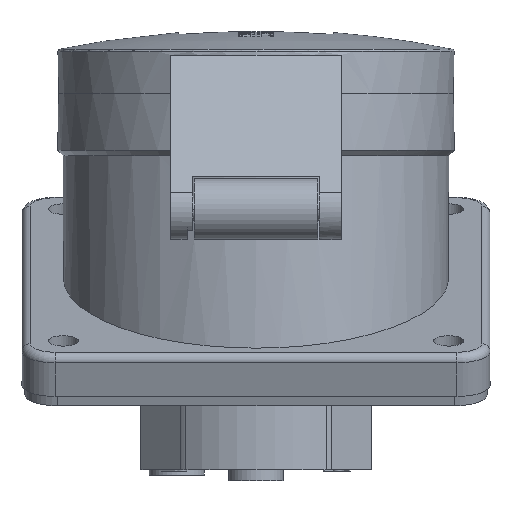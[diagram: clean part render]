
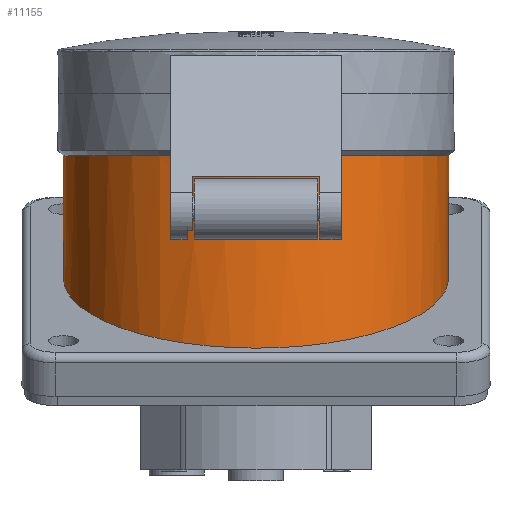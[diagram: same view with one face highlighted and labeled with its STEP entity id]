
A CAD part, front view. The second image highlights one B-rep face of the part: STEP entity #11155.
In plain terms, the highlighted cylindrical face has radius 35 mm (diameter 70 mm), a partial arc.
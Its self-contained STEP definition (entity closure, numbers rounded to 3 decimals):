
#334=ELLIPSE('',#12137,37.246,35.);
#402=FACE_BOUND('',#1931,.T.);
#1306=FACE_OUTER_BOUND('',#1930,.T.);
#1930=EDGE_LOOP('',(#9696,#9697,#9698,#9699));
#1931=EDGE_LOOP('',(#9700,#9701,#9702,#9703,#9704,#9705,#9706,#9707));
#2356=CIRCLE('',#12012,35.);
#2383=CIRCLE('',#12191,35.);
#2390=CIRCLE('',#12209,35.);
#2394=CIRCLE('',#12219,35.);
#2395=CIRCLE('',#12221,35.);
#3074=LINE('',#19695,#3961);
#3227=LINE('',#20195,#4114);
#3237=LINE('',#20240,#4124);
#3239=LINE('',#20246,#4126);
#3242=LINE('',#20250,#4129);
#3247=LINE('',#20279,#4134);
#3961=VECTOR('',#14515,10.);
#4114=VECTOR('',#15050,1.);
#4124=VECTOR('',#15092,1.);
#4126=VECTOR('',#15098,1.);
#4129=VECTOR('',#15101,1.);
#4134=VECTOR('',#15140,1.);
#5049=VERTEX_POINT('',#19691);
#5051=VERTEX_POINT('',#19694);
#5060=VERTEX_POINT('',#19716);
#5147=VERTEX_POINT('',#20052);
#5148=VERTEX_POINT('',#20054);
#5172=VERTEX_POINT('',#20173);
#5173=VERTEX_POINT('',#20177);
#5179=VERTEX_POINT('',#20226);
#5180=VERTEX_POINT('',#20227);
#5184=VERTEX_POINT('',#20239);
#5186=VERTEX_POINT('',#20245);
#5187=VERTEX_POINT('',#20249);
#6463=EDGE_CURVE('',#5049,#5051,#3074,.T.);
#6474=EDGE_CURVE('',#5051,#5060,#2356,.T.);
#6644=EDGE_CURVE('',#5148,#5147,#334,.T.);
#6700=EDGE_CURVE('',#5173,#5172,#2383,.T.);
#6707=EDGE_CURVE('',#5172,#5148,#3227,.T.);
#6720=EDGE_CURVE('',#5179,#5180,#2390,.T.);
#6726=EDGE_CURVE('',#5184,#5179,#3237,.T.);
#6729=EDGE_CURVE('',#5180,#5186,#3239,.T.);
#6732=EDGE_CURVE('',#5060,#5187,#3242,.T.);
#6736=EDGE_CURVE('',#5187,#5184,#2394,.T.);
#6737=EDGE_CURVE('',#5186,#5049,#2395,.T.);
#6746=EDGE_CURVE('',#5173,#5147,#3247,.T.);
#9696=ORIENTED_EDGE('',*,*,#6700,.T.);
#9697=ORIENTED_EDGE('',*,*,#6707,.T.);
#9698=ORIENTED_EDGE('',*,*,#6644,.T.);
#9699=ORIENTED_EDGE('',*,*,#6746,.F.);
#9700=ORIENTED_EDGE('',*,*,#6463,.F.);
#9701=ORIENTED_EDGE('',*,*,#6737,.F.);
#9702=ORIENTED_EDGE('',*,*,#6729,.F.);
#9703=ORIENTED_EDGE('',*,*,#6720,.F.);
#9704=ORIENTED_EDGE('',*,*,#6726,.F.);
#9705=ORIENTED_EDGE('',*,*,#6736,.F.);
#9706=ORIENTED_EDGE('',*,*,#6732,.F.);
#9707=ORIENTED_EDGE('',*,*,#6474,.F.);
#10063=CYLINDRICAL_SURFACE('',#12231,35.);
#11155=ADVANCED_FACE('',(#1306,#402),#10063,.T.);
#12012=AXIS2_PLACEMENT_3D('',#19717,#14534,#14535);
#12137=AXIS2_PLACEMENT_3D('',#20055,#14895,#14896);
#12191=AXIS2_PLACEMENT_3D('',#20178,#15036,#15037);
#12209=AXIS2_PLACEMENT_3D('',#20228,#15080,#15081);
#12219=AXIS2_PLACEMENT_3D('',#20258,#15112,#15113);
#12221=AXIS2_PLACEMENT_3D('',#20260,#15116,#15117);
#12231=AXIS2_PLACEMENT_3D('',#20278,#15138,#15139);
#14515=DIRECTION('',(0.,0.,-1.));
#14534=DIRECTION('center_axis',(0.,0.,
-1.));
#14535=DIRECTION('ref_axis',(-1.,0.,0.));
#14895=DIRECTION('center_axis',(0.,-0.342,
0.94));
#14896=DIRECTION('ref_axis',(0.,0.94,0.342));
#15036=DIRECTION('center_axis',(0.,0.,
-1.));
#15037=DIRECTION('ref_axis',(-1.,0.,0.));
#15050=DIRECTION('',(0.,0.,-1.));
#15080=DIRECTION('center_axis',(0.,0.,
-1.));
#15081=DIRECTION('ref_axis',(-1.,0.,0.));
#15092=DIRECTION('',(0.,0.,1.));
#15098=DIRECTION('',(0.,0.,-1.));
#15101=DIRECTION('',(0.,0.,-1.));
#15112=DIRECTION('center_axis',(0.,0.,
1.));
#15113=DIRECTION('ref_axis',(-1.,0.,0.));
#15116=DIRECTION('center_axis',(0.,0.,
1.));
#15117=DIRECTION('ref_axis',(-1.,0.,0.));
#15138=DIRECTION('center_axis',(0.,0.,
-1.));
#15139=DIRECTION('ref_axis',(0.,-1.,0.));
#15140=DIRECTION('',(0.,0.,-1.));
#19691=CARTESIAN_POINT('',(0.,-35.,-17.6));
#19694=CARTESIAN_POINT('',(0.,-35.,-24.4));
#19695=CARTESIAN_POINT('',(0.,-35.,0.));
#19716=CARTESIAN_POINT('',(-11.25,-33.143,-24.4));
#19717=CARTESIAN_POINT('Origin',(0.,0.,
-24.4));
#20052=CARTESIAN_POINT('',(5.9,34.499,-20.93));
#20054=CARTESIAN_POINT('',(-5.9,34.499,-20.93));
#20055=CARTESIAN_POINT('Origin',(0.,0.,
-33.487));
#20173=CARTESIAN_POINT('',(-5.9,34.499,-11.3));
#20177=CARTESIAN_POINT('',(5.9,34.499,-11.3));
#20178=CARTESIAN_POINT('Origin',(0.,0.,
-11.3));
#20195=CARTESIAN_POINT('',(-5.9,34.499,0.));
#20226=CARTESIAN_POINT('',(11.25,-33.143,-15.5));
#20227=CARTESIAN_POINT('',(-11.25,-33.143,-15.5));
#20228=CARTESIAN_POINT('Origin',(0.,0.,
-15.5));
#20239=CARTESIAN_POINT('',(11.25,-33.143,-26.5));
#20240=CARTESIAN_POINT('',(11.25,-33.143,-21.));
#20245=CARTESIAN_POINT('',(-11.25,-33.143,-17.6));
#20246=CARTESIAN_POINT('',(-11.25,-33.143,-21.));
#20249=CARTESIAN_POINT('',(-11.25,-33.143,-26.5));
#20250=CARTESIAN_POINT('',(-11.25,-33.143,-21.));
#20258=CARTESIAN_POINT('Origin',(0.,0.,
-26.5));
#20260=CARTESIAN_POINT('Origin',(0.,0.,
-17.6));
#20278=CARTESIAN_POINT('Origin',(0.,0.,
0.));
#20279=CARTESIAN_POINT('',(5.9,34.499,0.));
